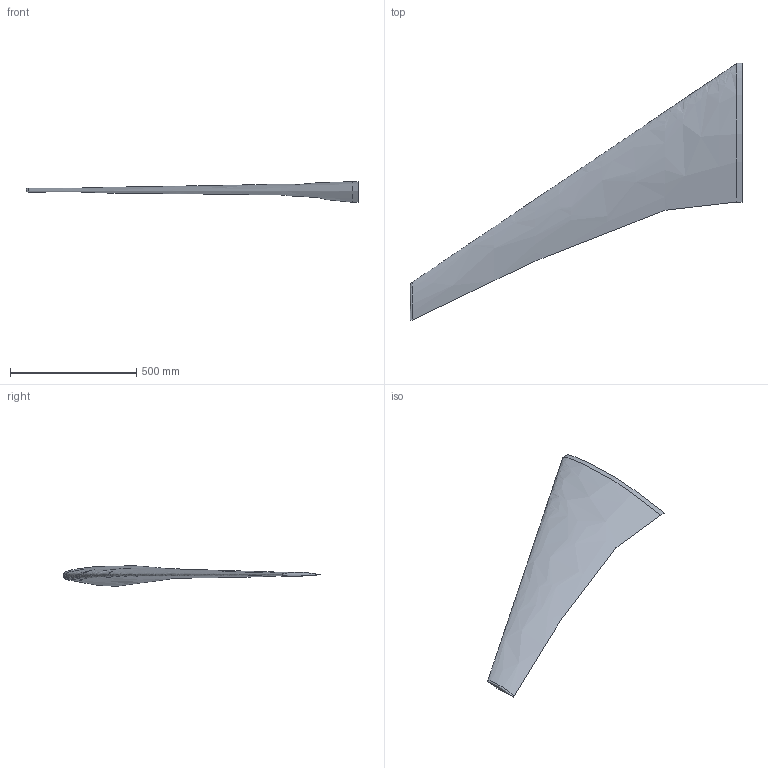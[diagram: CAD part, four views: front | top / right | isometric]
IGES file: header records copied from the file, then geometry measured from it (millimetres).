
Start section: Fluegel mit Kappe und Zusatz (Wanddurchfuehrung) Fluegel, Kappe, Schnitte 1 bis 4, 5. ist der vom Zusatz Die Uebergaenge zum Einspannklotz kommen noch --------------------------------------------------------------
Global section: file name: WingETW5_5.IGS; native system: KHBsProgs; author: Karl-Heinz Brakhage; organization: IGPM RWTH-Aachen; date: 041222.140200; units: millimetre
Bounding box: 1313.93 x 1019.36 x 81.26 mm (x, y, z)
Surface area: 829303.9 mm2 (no closed solid volume)
Topology: 0 solids, 0 shells, 3 faces, 14 edges, 11 vertices
Faces by surface type: bspline 3
